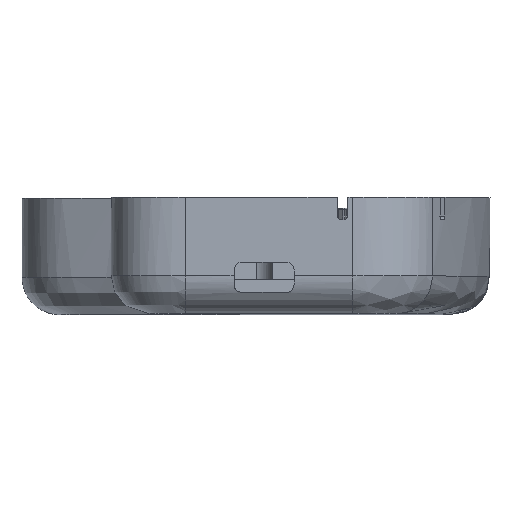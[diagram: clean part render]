
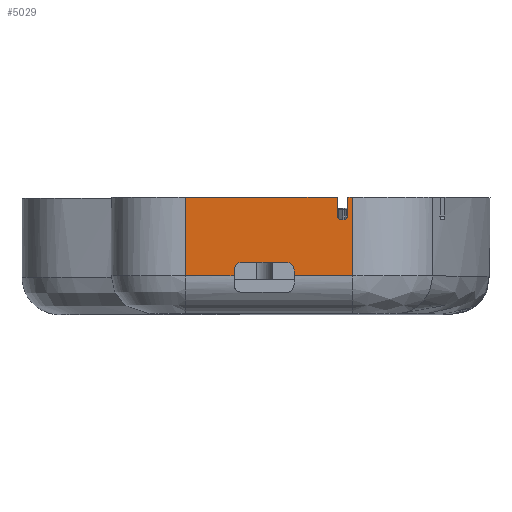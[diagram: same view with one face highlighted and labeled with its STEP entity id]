
A CAD part, top view. The second image highlights one B-rep face of the part: STEP entity #5029.
In plain terms, the highlighted planar face has unit normal (0, 0, 1).
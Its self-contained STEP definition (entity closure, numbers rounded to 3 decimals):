
#376=PLANE('',#5345);
#569=FACE_OUTER_BOUND('',#854,.T.);
#854=EDGE_LOOP('',(#3792,#3793,#3794,#3795,#3796,#3797,#3798,#3799,#3800,
#3801,#3802,#3803,#3804,#3805,#3806,#3807));
#1076=LINE('',#6762,#1472);
#1082=LINE('',#6885,#1478);
#1087=LINE('',#6894,#1483);
#1097=LINE('',#6991,#1493);
#1100=LINE('',#7200,#1496);
#1105=LINE('',#7333,#1501);
#1113=LINE('',#7377,#1509);
#1118=LINE('',#7392,#1514);
#1119=LINE('',#7396,#1515);
#1121=LINE('',#7403,#1517);
#1219=LINE('',#10666,#1615);
#1220=LINE('',#10668,#1616);
#1472=VECTOR('',#5633,10.);
#1478=VECTOR('',#5653,10.);
#1483=VECTOR('',#5660,10.);
#1493=VECTOR('',#5680,10.);
#1496=VECTOR('',#5685,10.);
#1501=VECTOR('',#5696,10.);
#1509=VECTOR('',#5718,10.);
#1514=VECTOR('',#5733,10.);
#1515=VECTOR('',#5738,10.);
#1517=VECTOR('',#5744,10.);
#1615=VECTOR('',#5950,10.);
#1616=VECTOR('',#5953,10.);
#1865=CIRCLE('',#5256,0.5);
#1866=CIRCLE('',#5259,0.5);
#1870=CIRCLE('',#5279,1.);
#1872=CIRCLE('',#5283,1.);
#2016=VERTEX_POINT('',#6752);
#2017=VERTEX_POINT('',#6754);
#2019=VERTEX_POINT('',#6760);
#2020=VERTEX_POINT('',#6764);
#2030=VERTEX_POINT('',#6884);
#2033=VERTEX_POINT('',#6892);
#2047=VERTEX_POINT('',#6990);
#2061=VERTEX_POINT('',#7180);
#2076=VERTEX_POINT('',#7330);
#2077=VERTEX_POINT('',#7332);
#2084=VERTEX_POINT('',#7370);
#2086=VERTEX_POINT('',#7376);
#2088=VERTEX_POINT('',#7382);
#2091=VERTEX_POINT('',#7391);
#2092=VERTEX_POINT('',#7395);
#2095=VERTEX_POINT('',#7401);
#2531=EDGE_CURVE('',#2016,#2017,#1865,.T.);
#2535=EDGE_CURVE('',#2016,#2019,#1076,.T.);
#2536=EDGE_CURVE('',#2020,#2019,#1866,.T.);
#2549=EDGE_CURVE('',#2030,#2017,#1082,.T.);
#2554=EDGE_CURVE('',#2020,#2033,#1087,.T.);
#2572=EDGE_CURVE('',#2030,#2047,#1097,.T.);
#2589=EDGE_CURVE('',#2061,#2033,#1100,.T.);
#2606=EDGE_CURVE('',#2077,#2076,#1105,.T.);
#2616=EDGE_CURVE('',#2077,#2084,#1870,.T.);
#2619=EDGE_CURVE('',#2086,#2084,#1113,.T.);
#2622=EDGE_CURVE('',#2086,#2088,#1872,.T.);
#2627=EDGE_CURVE('',#2091,#2088,#1118,.T.);
#2629=EDGE_CURVE('',#2091,#2092,#1119,.T.);
#2633=EDGE_CURVE('',#2095,#2076,#1121,.T.);
#2882=EDGE_CURVE('',#2092,#2061,#1219,.T.);
#2883=EDGE_CURVE('',#2095,#2047,#1220,.T.);
#3792=ORIENTED_EDGE('',*,*,#2554,.T.);
#3793=ORIENTED_EDGE('',*,*,#2589,.F.);
#3794=ORIENTED_EDGE('',*,*,#2882,.F.);
#3795=ORIENTED_EDGE('',*,*,#2629,.F.);
#3796=ORIENTED_EDGE('',*,*,#2627,.T.);
#3797=ORIENTED_EDGE('',*,*,#2622,.F.);
#3798=ORIENTED_EDGE('',*,*,#2619,.T.);
#3799=ORIENTED_EDGE('',*,*,#2616,.F.);
#3800=ORIENTED_EDGE('',*,*,#2606,.T.);
#3801=ORIENTED_EDGE('',*,*,#2633,.F.);
#3802=ORIENTED_EDGE('',*,*,#2883,.T.);
#3803=ORIENTED_EDGE('',*,*,#2572,.F.);
#3804=ORIENTED_EDGE('',*,*,#2549,.T.);
#3805=ORIENTED_EDGE('',*,*,#2531,.F.);
#3806=ORIENTED_EDGE('',*,*,#2535,.T.);
#3807=ORIENTED_EDGE('',*,*,#2536,.F.);
#5029=ADVANCED_FACE('',(#569),#376,.T.);
#5256=AXIS2_PLACEMENT_3D('',#6755,#5626,#5627);
#5259=AXIS2_PLACEMENT_3D('',#6765,#5636,#5637);
#5279=AXIS2_PLACEMENT_3D('',#7371,#5711,#5712);
#5283=AXIS2_PLACEMENT_3D('',#7383,#5723,#5724);
#5345=AXIS2_PLACEMENT_3D('',#10667,#5951,#5952);
#5626=DIRECTION('center_axis',(0.,0.,1.));
#5627=DIRECTION('ref_axis',(0.707,-0.707,0.));
#5633=DIRECTION('',(-1.,0.,0.));
#5636=DIRECTION('center_axis',(0.,0.,1.));
#5637=DIRECTION('ref_axis',(-0.707,-0.707,0.));
#5653=DIRECTION('',(0.,-1.,0.));
#5660=DIRECTION('',(0.,1.,0.));
#5680=DIRECTION('',(1.,0.,0.));
#5685=DIRECTION('',(1.,0.,0.));
#5696=DIRECTION('',(0.,-1.,0.));
#5711=DIRECTION('center_axis',(0.,0.,1.));
#5712=DIRECTION('ref_axis',(0.707,0.707,0.));
#5718=DIRECTION('',(1.,0.,0.));
#5723=DIRECTION('center_axis',(0.,0.,1.));
#5724=DIRECTION('ref_axis',(-0.707,0.707,0.));
#5733=DIRECTION('',(0.,1.,0.));
#5738=DIRECTION('',(-1.,0.,0.));
#5744=DIRECTION('',(-1.,0.,0.));
#5950=DIRECTION('',(0.,1.,0.));
#5951=DIRECTION('center_axis',(0.,0.,1.));
#5952=DIRECTION('ref_axis',(1.,0.,0.));
#5953=DIRECTION('',(0.,1.,0.));
#6752=CARTESIAN_POINT('',(2.507,12.5,106.5));
#6754=CARTESIAN_POINT('',(3.007,13.,106.5));
#6755=CARTESIAN_POINT('Origin',(2.507,13.,106.5));
#6760=CARTESIAN_POINT('',(2.088,12.5,106.5));
#6762=CARTESIAN_POINT('',(-8.184,12.5,106.5));
#6764=CARTESIAN_POINT('',(1.588,13.,106.5));
#6765=CARTESIAN_POINT('Origin',(2.088,13.,106.5));
#6884=CARTESIAN_POINT('',(3.007,15.5,106.5));
#6885=CARTESIAN_POINT('',(3.007,8.25,106.5));
#6892=CARTESIAN_POINT('',(1.588,15.5,106.5));
#6894=CARTESIAN_POINT('',(1.588,8.25,106.5));
#6990=CARTESIAN_POINT('',(3.615,15.5,106.5));
#6991=CARTESIAN_POINT('',(-18.665,15.5,106.5));
#7180=CARTESIAN_POINT('',(-18.665,15.5,106.5));
#7200=CARTESIAN_POINT('',(-18.665,15.5,106.5));
#7330=CARTESIAN_POINT('',(-4.168,5.,106.5));
#7332=CARTESIAN_POINT('',(-4.168,5.798,106.5));
#7333=CARTESIAN_POINT('',(-4.168,3.899,106.5));
#7370=CARTESIAN_POINT('',(-5.168,6.798,106.5));
#7371=CARTESIAN_POINT('Origin',(-5.168,5.798,106.5));
#7376=CARTESIAN_POINT('',(-11.168,6.798,106.5));
#7377=CARTESIAN_POINT('',(-15.417,6.798,106.5));
#7382=CARTESIAN_POINT('',(-12.168,5.798,106.5));
#7383=CARTESIAN_POINT('Origin',(-11.168,5.798,106.5));
#7391=CARTESIAN_POINT('',(-12.168,5.,106.5));
#7392=CARTESIAN_POINT('',(-12.168,1.899,106.5));
#7395=CARTESIAN_POINT('',(-18.665,5.,106.5));
#7396=CARTESIAN_POINT('',(-13.958,5.,106.5));
#7401=CARTESIAN_POINT('',(3.615,5.,106.5));
#7403=CARTESIAN_POINT('',(-13.958,5.,106.5));
#10666=CARTESIAN_POINT('',(-18.665,1.,106.5));
#10667=CARTESIAN_POINT('Origin',(-18.665,1.,106.5));
#10668=CARTESIAN_POINT('',(3.615,1.,106.5));
